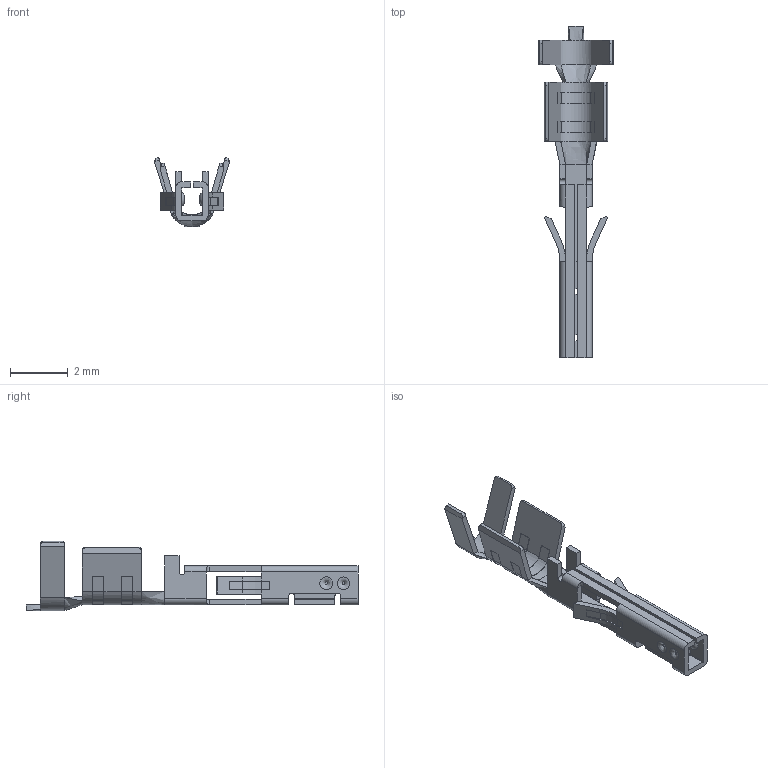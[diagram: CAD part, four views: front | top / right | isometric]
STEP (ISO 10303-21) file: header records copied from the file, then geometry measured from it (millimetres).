
FILE_DESCRIPTION(/* description */ ('Unknown'),/* implementation_level */ '2;1');
FILE_NAME(/* name */ '66200113724DEC',/* time_stamp */ '2022-08-23T14:04:08+02:00',/* author */ ('Unknown'),/* organization */ ('Unknown'),/* preprocessor_version */ 'ST-DEVELOPER v16.7',/* originating_system */ 'Solid Edge',/* authorisation */ 'Unknown');
FILE_SCHEMA (('AUTOMOTIVE_DESIGN {1 0 10303 214 3 1 1}'));
Length unit declared in the file: millimetre
Products named in the file (2): 662x011372y; 66200113724DEC
Assembly tree (1 placements, depth 2):
  662x011372y
    66200113724DEC
Bounding box: 2.6 x 11.5 x 2.4 mm (x, y, z)
Volume: 7.4 mm3; surface area: 91.5 mm2
Topology: 1 solids, 1 shells, 216 faces, 600 edges, 388 vertices
Faces by surface type: plane 131, cylinder 60, bspline 17, torus 8
Entity records: 9067 total; most frequent: CARTESIAN_POINT 2068, ORIENTED_EDGE 1168, DIRECTION 1088, EDGE_CURVE 584, LINE 400, VECTOR 400, VERTEX_POINT 380, AXIS2_PLACEMENT_3D 344
